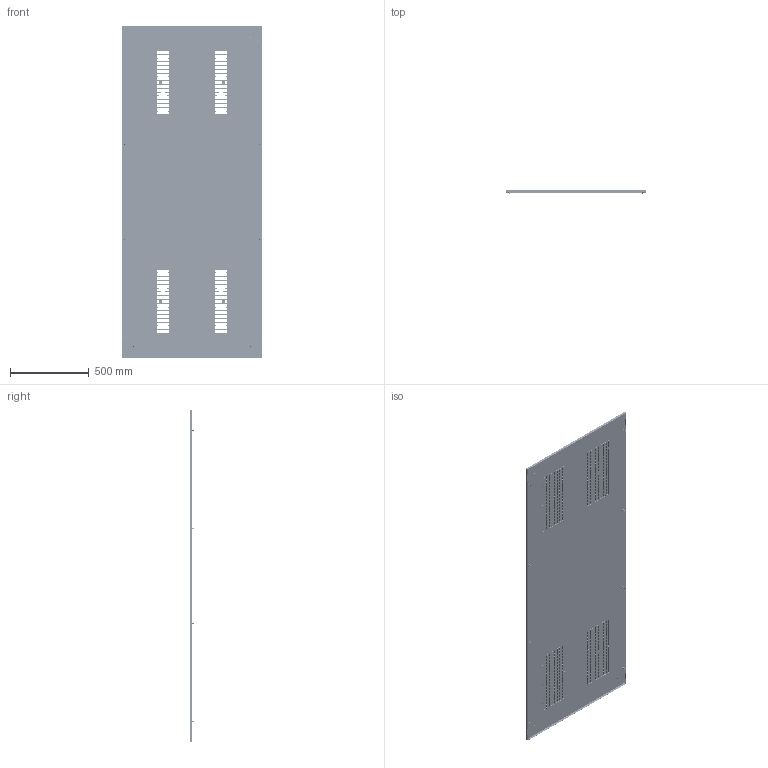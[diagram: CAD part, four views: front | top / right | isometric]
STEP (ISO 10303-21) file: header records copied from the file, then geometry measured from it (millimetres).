
FILE_DESCRIPTION(('CATIA V5 STEP Exchange'),'2;1');
FILE_NAME('PPEA2080.stp','2015-10-23T08:25:31+00:00',('none'),('none'),'CATIA Version 5 Release 20 SP 7 (IN-10)','CATIA V5 STEP AP214','none');
FILE_SCHEMA(('AUTOMOTIVE_DESIGN { 1 0 10303 214 1 1 1 1 }'));
Products named in the file (5): PPEA2080; Asse_riferimento_kit; 861159; M6x27; 861190
Assembly tree (14 placements, depth 2):
  PPEA2080
    Asse_riferimento_kit
    861159
    M6x27  x8
    861190  x4
Bounding box: 891 x 27.5 x 2104 mm (x, y, z)
Volume: 1972539.2 mm3; surface area: 4176716.9 mm2
Topology: 13 solids, 13 shells, 11549 faces, 33745 edges, 22418 vertices
Faces by surface type: plane 7067, cylinder 4386, cone 72, torus 24
Entity records: 99239 total; most frequent: CARTESIAN_POINT 17809, ORIENTED_EDGE 17626, DIRECTION 14290, EDGE_CURVE 8813, VECTOR 6511, LINE 6511, VERTEX_POINT 5830, AXIS2_PLACEMENT_3D 5011
